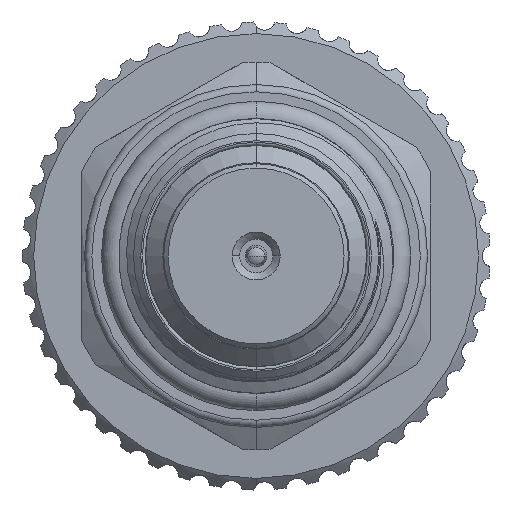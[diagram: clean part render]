
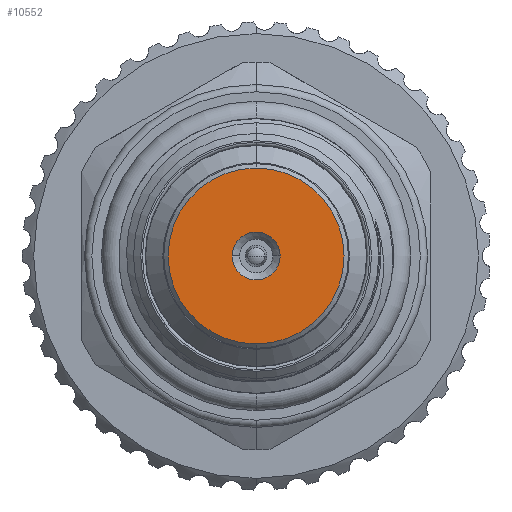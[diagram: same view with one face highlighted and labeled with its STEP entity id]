
A CAD part, front view. The second image highlights one B-rep face of the part: STEP entity #10552.
In plain terms, the highlighted planar face has unit normal (0, -1, 0).
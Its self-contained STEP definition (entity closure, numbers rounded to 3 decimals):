
#1046 = AXIS2_PLACEMENT_3D ( 'NONE', #55069, #27588, #22564 ) ;
#2730 = EDGE_CURVE ( 'NONE', #43330, #25944, #29378, .T. ) ;
#6663 = DIRECTION ( 'NONE',  ( 0., 1., 0. ) ) ;
#6841 = CARTESIAN_POINT ( 'NONE',  ( 1.65, -46.36, 0. ) ) ;
#7232 = CARTESIAN_POINT ( 'NONE',  ( 0., -46.36, 0. ) ) ;
#9504 = CARTESIAN_POINT ( 'NONE',  ( 0., -46.36, 0. ) ) ;
#10552 = ADVANCED_FACE ( 'NONE', ( #39149, #25389 ), #48396, .F. ) ;
#15250 = CARTESIAN_POINT ( 'NONE',  ( 0., -46.36, 0. ) ) ;
#18739 = EDGE_LOOP ( 'NONE', ( #32245, #54871 ) ) ;
#19326 = DIRECTION ( 'NONE',  ( 0., 0., -1. ) ) ;
#19872 = DIRECTION ( 'NONE',  ( 0., 0., -1. ) ) ;
#20318 = DIRECTION ( 'NONE',  ( 0., 0., -1. ) ) ;
#22564 = DIRECTION ( 'NONE',  ( 0., 0., -1. ) ) ;
#22867 = ORIENTED_EDGE ( 'NONE', *, *, #52299, .F. ) ;
#24952 = DIRECTION ( 'NONE',  ( 0., 0., -1. ) ) ;
#25221 = AXIS2_PLACEMENT_3D ( 'NONE', #9504, #37527, #19326 ) ;
#25389 = FACE_OUTER_BOUND ( 'NONE', #42217, .T. ) ;
#25944 = VERTEX_POINT ( 'NONE', #6841 ) ;
#26786 = CIRCLE ( 'NONE', #37592, 6.05 ) ;
#27588 = DIRECTION ( 'NONE',  ( 0., 1., 0. ) ) ;
#29378 = CIRCLE ( 'NONE', #1046, 1.65 ) ;
#32245 = ORIENTED_EDGE ( 'NONE', *, *, #32645, .T. ) ;
#32645 = EDGE_CURVE ( 'NONE', #25944, #43330, #44477, .T. ) ;
#34079 = DIRECTION ( 'NONE',  ( 0., 1., 0. ) ) ;
#37527 = DIRECTION ( 'NONE',  ( 0., 1., 0. ) ) ;
#37592 = AXIS2_PLACEMENT_3D ( 'NONE', #15250, #47562, #19872 ) ;
#39149 = FACE_BOUND ( 'NONE', #18739, .T. ) ;
#39535 = CARTESIAN_POINT ( 'NONE',  ( 0., -46.36, 6.05 ) ) ;
#39573 = VERTEX_POINT ( 'NONE', #57641 ) ;
#42217 = EDGE_LOOP ( 'NONE', ( #43804, #22867 ) ) ;
#43330 = VERTEX_POINT ( 'NONE', #45398 ) ;
#43804 = ORIENTED_EDGE ( 'NONE', *, *, #51629, .F. ) ;
#44252 = VERTEX_POINT ( 'NONE', #39535 ) ;
#44477 = CIRCLE ( 'NONE', #25221, 1.65 ) ;
#45398 = CARTESIAN_POINT ( 'NONE',  ( -1.65, -46.36, 0. ) ) ;
#47562 = DIRECTION ( 'NONE',  ( 0., 1., 0. ) ) ;
#47604 = AXIS2_PLACEMENT_3D ( 'NONE', #7232, #6663, #24952 ) ;
#48396 = PLANE ( 'NONE',  #47604 ) ;
#48837 = AXIS2_PLACEMENT_3D ( 'NONE', #57680, #34079, #20318 ) ;
#51629 = EDGE_CURVE ( 'NONE', #39573, #44252, #54316, .T. ) ;
#52299 = EDGE_CURVE ( 'NONE', #44252, #39573, #26786, .T. ) ;
#54316 = CIRCLE ( 'NONE', #48837, 6.05 ) ;
#54871 = ORIENTED_EDGE ( 'NONE', *, *, #2730, .T. ) ;
#55069 = CARTESIAN_POINT ( 'NONE',  ( 0., -46.36, 0. ) ) ;
#57641 = CARTESIAN_POINT ( 'NONE',  ( 0., -46.36, -6.05 ) ) ;
#57680 = CARTESIAN_POINT ( 'NONE',  ( 0., -46.36, 0. ) ) ;
